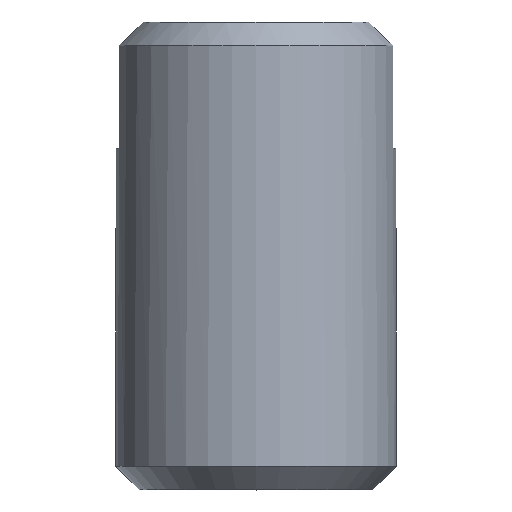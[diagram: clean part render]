
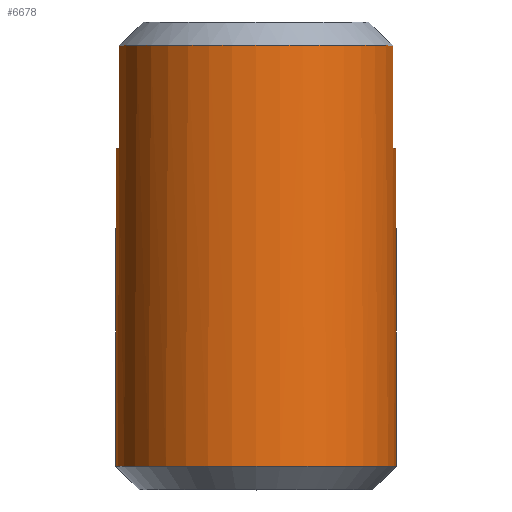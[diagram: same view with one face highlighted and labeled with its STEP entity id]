
A CAD part, top view. The second image highlights one B-rep face of the part: STEP entity #6678.
In plain terms, the highlighted cylindrical face has radius 3 mm (diameter 6 mm), a full revolution.
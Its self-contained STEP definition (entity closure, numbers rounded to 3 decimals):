
#936 = CIRCLE ( 'NONE', #15476, 3. ) ;
#1006 = DIRECTION ( 'NONE',  ( 0., -1., 0. ) ) ;
#1126 = CIRCLE ( 'NONE', #1577, 3. ) ;
#1311 = VERTEX_POINT ( 'NONE', #13951 ) ;
#1436 = LINE ( 'NONE', #10542, #13926 ) ;
#1437 = ORIENTED_EDGE ( 'NONE', *, *, #11264, .T. ) ;
#1442 = EDGE_CURVE ( 'NONE', #1311, #2469, #7314, .T. ) ;
#1491 = EDGE_CURVE ( 'NONE', #14891, #6876, #1436, .T. ) ;
#1577 = AXIS2_PLACEMENT_3D ( 'NONE', #15683, #3372, #9374 ) ;
#1696 = FACE_OUTER_BOUND ( 'NONE', #9050, .T. ) ;
#2081 = VECTOR ( 'NONE', #11027, 1000. ) ;
#2115 = CARTESIAN_POINT ( 'NONE',  ( -2.929, 0., 0.65 ) ) ;
#2188 = CIRCLE ( 'NONE', #2367, 3. ) ;
#2216 = EDGE_CURVE ( 'NONE', #6876, #1311, #2188, .T. ) ;
#2367 = AXIS2_PLACEMENT_3D ( 'NONE', #12458, #9915, #12244 ) ;
#2469 = VERTEX_POINT ( 'NONE', #15617 ) ;
#2558 = CARTESIAN_POINT ( 'NONE',  ( 0., 0., 0. ) ) ;
#2565 = CARTESIAN_POINT ( 'NONE',  ( -2.929, 7.3, -0.65 ) ) ;
#3086 = DIRECTION ( 'NONE',  ( 0., 1., 0. ) ) ;
#3372 = DIRECTION ( 'NONE',  ( 0., -1., 0. ) ) ;
#3503 = ORIENTED_EDGE ( 'NONE', *, *, #1491, .F. ) ;
#3632 = VECTOR ( 'NONE', #1006, 1000. ) ;
#3935 = DIRECTION ( 'NONE',  ( 0., 0., -1. ) ) ;
#3989 = VERTEX_POINT ( 'NONE', #12477 ) ;
#4059 = VECTOR ( 'NONE', #14319, 1000. ) ;
#4718 = LINE ( 'NONE', #11128, #2081 ) ;
#4845 = EDGE_CURVE ( 'NONE', #14891, #3989, #10666, .T. ) ;
#4902 = CARTESIAN_POINT ( 'NONE',  ( 2.929, 7.3, 0.65 ) ) ;
#5118 = ORIENTED_EDGE ( 'NONE', *, *, #1442, .F. ) ;
#5131 = ORIENTED_EDGE ( 'NONE', *, *, #12198, .T. ) ;
#5443 = CIRCLE ( 'NONE', #10529, 3. ) ;
#5485 = DIRECTION ( 'NONE',  ( 0., 0., -1. ) ) ;
#5861 = FACE_OUTER_BOUND ( 'NONE', #5979, .T. ) ;
#5979 = EDGE_LOOP ( 'NONE', ( #1437 ) ) ;
#6287 = CARTESIAN_POINT ( 'NONE',  ( 2.929, 7.3, -0.65 ) ) ;
#6313 = EDGE_CURVE ( 'NONE', #13269, #3989, #4718, .T. ) ;
#6371 = DIRECTION ( 'NONE',  ( 0., 0., 1. ) ) ;
#6481 = CARTESIAN_POINT ( 'NONE',  ( 0., 9.5, 0. ) ) ;
#6678 = ADVANCED_FACE ( 'NONE', ( #1696, #5861 ), #9846, .T. ) ;
#6851 = ORIENTED_EDGE ( 'NONE', *, *, #7714, .F. ) ;
#6876 = VERTEX_POINT ( 'NONE', #2565 ) ;
#7171 = ORIENTED_EDGE ( 'NONE', *, *, #4845, .T. ) ;
#7314 = LINE ( 'NONE', #2115, #4059 ) ;
#7508 = DIRECTION ( 'NONE',  ( 0., 1., 0. ) ) ;
#7714 = EDGE_CURVE ( 'NONE', #11293, #11231, #8026, .T. ) ;
#8026 = LINE ( 'NONE', #15507, #3632 ) ;
#8470 = AXIS2_PLACEMENT_3D ( 'NONE', #6481, #10140, #6371 ) ;
#9050 = EDGE_LOOP ( 'NONE', ( #3503, #7171, #10519, #11131, #6851, #5131, #5118, #13408 ) ) ;
#9374 = DIRECTION ( 'NONE',  ( 0., 0., 1. ) ) ;
#9469 = AXIS2_PLACEMENT_3D ( 'NONE', #2558, #11048, #13570 ) ;
#9846 = CYLINDRICAL_SURFACE ( 'NONE', #9469, 3. ) ;
#9915 = DIRECTION ( 'NONE',  ( 0., 1., 0. ) ) ;
#10140 = DIRECTION ( 'NONE',  ( 0., -1., 0. ) ) ;
#10372 = CARTESIAN_POINT ( 'NONE',  ( 0., 7.3, 0. ) ) ;
#10519 = ORIENTED_EDGE ( 'NONE', *, *, #6313, .F. ) ;
#10529 = AXIS2_PLACEMENT_3D ( 'NONE', #10372, #3086, #5485 ) ;
#10542 = CARTESIAN_POINT ( 'NONE',  ( -2.929, 0., -0.65 ) ) ;
#10666 = CIRCLE ( 'NONE', #8470, 3. ) ;
#11027 = DIRECTION ( 'NONE',  ( 0., 1., 0. ) ) ;
#11048 = DIRECTION ( 'NONE',  ( 0., -1., 0. ) ) ;
#11128 = CARTESIAN_POINT ( 'NONE',  ( 2.929, 0., -0.65 ) ) ;
#11131 = ORIENTED_EDGE ( 'NONE', *, *, #12473, .F. ) ;
#11182 = CARTESIAN_POINT ( 'NONE',  ( -2.929, 9.5, -0.65 ) ) ;
#11231 = VERTEX_POINT ( 'NONE', #4902 ) ;
#11264 = EDGE_CURVE ( 'NONE', #11627, #11627, #936, .T. ) ;
#11293 = VERTEX_POINT ( 'NONE', #14691 ) ;
#11627 = VERTEX_POINT ( 'NONE', #12441 ) ;
#12198 = EDGE_CURVE ( 'NONE', #11293, #2469, #1126, .T. ) ;
#12244 = DIRECTION ( 'NONE',  ( 0., 0., -1. ) ) ;
#12441 = CARTESIAN_POINT ( 'NONE',  ( 0., 0.5, -3. ) ) ;
#12458 = CARTESIAN_POINT ( 'NONE',  ( 0., 7.3, 0. ) ) ;
#12473 = EDGE_CURVE ( 'NONE', #11231, #13269, #5443, .T. ) ;
#12477 = CARTESIAN_POINT ( 'NONE',  ( 2.929, 9.5, -0.65 ) ) ;
#13269 = VERTEX_POINT ( 'NONE', #6287 ) ;
#13408 = ORIENTED_EDGE ( 'NONE', *, *, #2216, .F. ) ;
#13570 = DIRECTION ( 'NONE',  ( 0., 0., -1. ) ) ;
#13683 = CARTESIAN_POINT ( 'NONE',  ( 0., 0.5, 0. ) ) ;
#13926 = VECTOR ( 'NONE', #15450, 1000. ) ;
#13951 = CARTESIAN_POINT ( 'NONE',  ( -2.929, 7.3, 0.65 ) ) ;
#14319 = DIRECTION ( 'NONE',  ( 0., 1., 0. ) ) ;
#14691 = CARTESIAN_POINT ( 'NONE',  ( 2.929, 9.5, 0.65 ) ) ;
#14891 = VERTEX_POINT ( 'NONE', #11182 ) ;
#15450 = DIRECTION ( 'NONE',  ( 0., -1., 0. ) ) ;
#15476 = AXIS2_PLACEMENT_3D ( 'NONE', #13683, #7508, #3935 ) ;
#15507 = CARTESIAN_POINT ( 'NONE',  ( 2.929, 0., 0.65 ) ) ;
#15617 = CARTESIAN_POINT ( 'NONE',  ( -2.929, 9.5, 0.65 ) ) ;
#15683 = CARTESIAN_POINT ( 'NONE',  ( 0., 9.5, 0. ) ) ;
